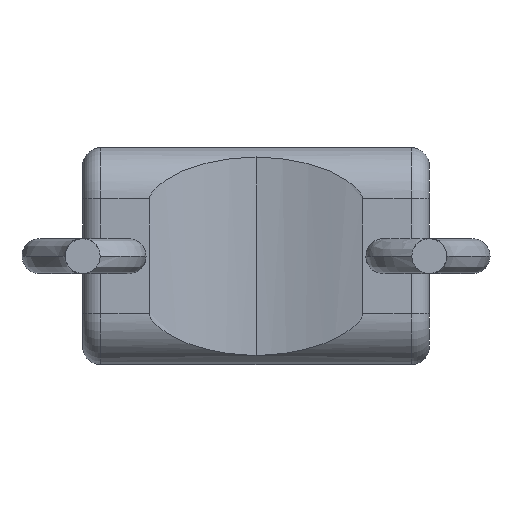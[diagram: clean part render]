
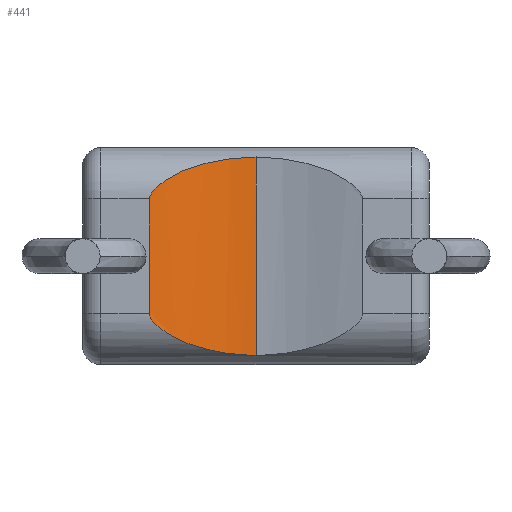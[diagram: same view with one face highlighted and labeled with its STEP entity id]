
A CAD part, front view. The second image highlights one B-rep face of the part: STEP entity #441.
In plain terms, the highlighted free-form (B-spline) face has degree [3, 1] with [4, 2] control points.
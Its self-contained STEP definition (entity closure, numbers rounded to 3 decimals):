
#162 = CARTESIAN_POINT ( 'NONE',  ( 1.154, 0.035, 2.662 ) ) ;
#203 = CARTESIAN_POINT ( 'NONE',  ( 1.535, 0.142, 0.307 ) ) ;
#273 = CARTESIAN_POINT ( 'NONE',  ( 0.979, 0., 0.712 ) ) ;
#315 = CARTESIAN_POINT ( 'NONE',  ( 2.54, 0.32, 0.118 ) ) ;
#441 = ADVANCED_FACE ( 'NONE', ( #1225 ), #2535, .F. ) ;
#605 = CARTESIAN_POINT ( 'NONE',  ( 1.071, 0.017, 2.589 ) ) ;
#628 = CARTESIAN_POINT ( 'NONE',  ( 1.953, 0.249, 0.191 ) ) ;
#733 = CARTESIAN_POINT ( 'NONE',  ( 1.89, 0.301, 3.062 ) ) ;
#753 = CARTESIAN_POINT ( 'NONE',  ( 1.339, 0.053, 0.118 ) ) ;
#849 = LINE ( 'NONE', #3282, #3126 ) ;
#1113 = CARTESIAN_POINT ( 'NONE',  ( 2.39, 0.316, 0.139 ) ) ;
#1158 = CARTESIAN_POINT ( 'NONE',  ( 0.979, 0., 3.062 ) ) ;
#1225 = FACE_OUTER_BOUND ( 'NONE', #4263, .T. ) ;
#1444 = CARTESIAN_POINT ( 'NONE',  ( 0.979, 0., 2.43 ) ) ;
#1450 = VERTEX_POINT ( 'NONE', #3387 ) ;
#1810 = EDGE_CURVE ( 'NONE', #1868, #2826, #3613, .T. ) ;
#1868 = VERTEX_POINT ( 'NONE', #2977 ) ;
#1909 = CARTESIAN_POINT ( 'NONE',  ( 1.4, 0.102, 2.816 ) ) ;
#1916 = CARTESIAN_POINT ( 'NONE',  ( 1.045, 0.011, 0.618 ) ) ;
#2117 = ORIENTED_EDGE ( 'NONE', *, *, #4693, .T. ) ;
#2318 = CARTESIAN_POINT ( 'NONE',  ( 0.999, 0.003, 0.677 ) ) ;
#2352 = CARTESIAN_POINT ( 'NONE',  ( 1.214, 0.051, 2.704 ) ) ;
#2489 = VECTOR ( 'NONE', #5222, 1000. ) ;
#2535 = B_SPLINE_SURFACE_WITH_KNOTS ( 'NONE', 3, 1, ( 
 ( #315, #4570 ),
 ( #4975, #733 ),
 ( #753, #4590 ),
 ( #3340, #1158 ) ),
 .UNSPECIFIED., .F., .F., .F.,
 ( 4, 4 ),
 ( 2, 2 ),
 ( 0., 1. ),
 ( 0., 1. ),
 .UNSPECIFIED. ) ;
#2761 = CARTESIAN_POINT ( 'NONE',  ( 1.954, 0.249, 2.989 ) ) ;
#2764 = CARTESIAN_POINT ( 'NONE',  ( 1.154, 0.035, 0.518 ) ) ;
#2798 = CARTESIAN_POINT ( 'NONE',  ( 1.402, 0.102, 0.363 ) ) ;
#2826 = VERTEX_POINT ( 'NONE', #1444 ) ;
#2827 = CARTESIAN_POINT ( 'NONE',  ( 0.979, 0., 0. ) ) ;
#2977 = CARTESIAN_POINT ( 'NONE',  ( 0.979, 0., 0.75 ) ) ;
#3071 = B_SPLINE_CURVE_WITH_KNOTS ( 'NONE', 3,
 ( #3157, #3200, #5284, #2761, #4837, #5313, #1909, #2352, #162, #605, #4003, #3139, #4880, #3581 ),
 .UNSPECIFIED., .F., .F.,
 ( 4, 2, 2, 2, 2, 2, 4 ),
 ( 0., 0., 0.001, 0.001, 0.002, 0.002, 0.002 ),
 .UNSPECIFIED. ) ;
#3126 = VECTOR ( 'NONE', #3690, 1000. ) ;
#3139 = CARTESIAN_POINT ( 'NONE',  ( 0.999, 0.003, 2.502 ) ) ;
#3143 = ORIENTED_EDGE ( 'NONE', *, *, #5445, .T. ) ;
#3157 = CARTESIAN_POINT ( 'NONE',  ( 2.54, 0.32, 3.045 ) ) ;
#3172 = EDGE_CURVE ( 'NONE', #5390, #2826, #3071, .T. ) ;
#3200 = CARTESIAN_POINT ( 'NONE',  ( 2.39, 0.316, 3.041 ) ) ;
#3282 = CARTESIAN_POINT ( 'NONE',  ( 2.54, 0.32, 0. ) ) ;
#3340 = CARTESIAN_POINT ( 'NONE',  ( 0.979, 0., 0.118 ) ) ;
#3387 = CARTESIAN_POINT ( 'NONE',  ( 2.54, 0.32, 0.135 ) ) ;
#3581 = CARTESIAN_POINT ( 'NONE',  ( 0.979, 0., 2.43 ) ) ;
#3590 = CARTESIAN_POINT ( 'NONE',  ( 2.54, 0.32, 3.045 ) ) ;
#3613 = LINE ( 'NONE', #2827, #2489 ) ;
#3680 = CARTESIAN_POINT ( 'NONE',  ( 1.812, 0.215, 0.221 ) ) ;
#3690 = DIRECTION ( 'NONE',  ( 0., 0., 1. ) ) ;
#3978 = B_SPLINE_CURVE_WITH_KNOTS ( 'NONE', 3,
 ( #5359, #273, #2318, #1916, #5288, #2764, #5319, #2798, #203, #3680, #628, #4891, #1113, #4519 ),
 .UNSPECIFIED., .F., .F.,
 ( 4, 2, 2, 2, 2, 2, 4 ),
 ( 0., 0., 0., 0., 0.001, 0.001, 0.002 ),
 .UNSPECIFIED. ) ;
#4003 = CARTESIAN_POINT ( 'NONE',  ( 1.044, 0.011, 2.562 ) ) ;
#4076 = ORIENTED_EDGE ( 'NONE', *, *, #1810, .F. ) ;
#4263 = EDGE_LOOP ( 'NONE', ( #2117, #3143, #5451, #4076 ) ) ;
#4519 = CARTESIAN_POINT ( 'NONE',  ( 2.54, 0.32, 0.135 ) ) ;
#4570 = CARTESIAN_POINT ( 'NONE',  ( 2.54, 0.32, 3.062 ) ) ;
#4590 = CARTESIAN_POINT ( 'NONE',  ( 1.339, 0.053, 3.062 ) ) ;
#4693 = EDGE_CURVE ( 'NONE', #1868, #1450, #3978, .T. ) ;
#4837 = CARTESIAN_POINT ( 'NONE',  ( 1.81, 0.215, 2.959 ) ) ;
#4880 = CARTESIAN_POINT ( 'NONE',  ( 0.979, 0., 2.468 ) ) ;
#4891 = CARTESIAN_POINT ( 'NONE',  ( 2.242, 0.299, 0.15 ) ) ;
#4975 = CARTESIAN_POINT ( 'NONE',  ( 1.89, 0.301, 0.118 ) ) ;
#5222 = DIRECTION ( 'NONE',  ( 0., 0., 1. ) ) ;
#5284 = CARTESIAN_POINT ( 'NONE',  ( 2.243, 0.299, 3.03 ) ) ;
#5288 = CARTESIAN_POINT ( 'NONE',  ( 1.071, 0.017, 0.591 ) ) ;
#5313 = CARTESIAN_POINT ( 'NONE',  ( 1.534, 0.142, 2.872 ) ) ;
#5319 = CARTESIAN_POINT ( 'NONE',  ( 1.215, 0.051, 0.476 ) ) ;
#5359 = CARTESIAN_POINT ( 'NONE',  ( 0.979, 0., 0.75 ) ) ;
#5390 = VERTEX_POINT ( 'NONE', #3590 ) ;
#5445 = EDGE_CURVE ( 'NONE', #1450, #5390, #849, .T. ) ;
#5451 = ORIENTED_EDGE ( 'NONE', *, *, #3172, .T. ) ;
